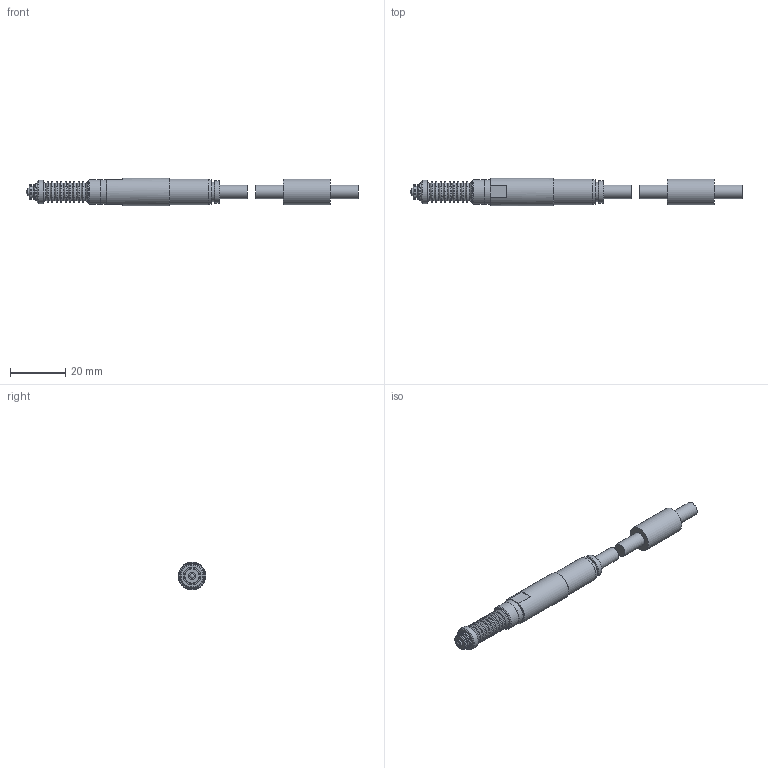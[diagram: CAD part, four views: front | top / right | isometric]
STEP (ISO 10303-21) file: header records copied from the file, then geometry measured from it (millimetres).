
FILE_DESCRIPTION (( 'STEP AP214' ), '1' );
FILE_NAME ('P10DLB-AL.STEP', '2019-05-23T21:44:46', ( '' ), ( '' ), 'SwSTEP 2.0', 'SolidWorks 2018', '' );
FILE_SCHEMA (( 'AUTOMOTIVE_DESIGN' ));
Length unit declared in the file: inch
Products named in the file (1): P10DLB-AL
Bounding box: 120 x 9.99 x 10 mm (x, y, z)
Volume: 5881.5 mm3; surface area: 3308.4 mm2
Topology: 2 solids, 2 shells, 96 faces, 178 edges, 104 vertices
Faces by surface type: cone 29, plane 27, cylinder 20, torus 19, sphere 1
Full cylindrical faces by diameter (mm): 2.6 x1, 4.2 x1, 5 x3, 5.7 x2, 6.19 x1, 6.5 x1, 7 x1, 7.6 x1, 8 x1, 8.5 x2, 9 x3, 9.3 x2, 10 x1
Entity records: 2043 total; most frequent: DIRECTION 390, CARTESIAN_POINT 315, ORIENTED_EDGE 214, AXIS2_PLACEMENT_3D 190, EDGE_LOOP 180, FACE_OUTER_BOUND 135, EDGE_CURVE 107, VERTEX_POINT 99
